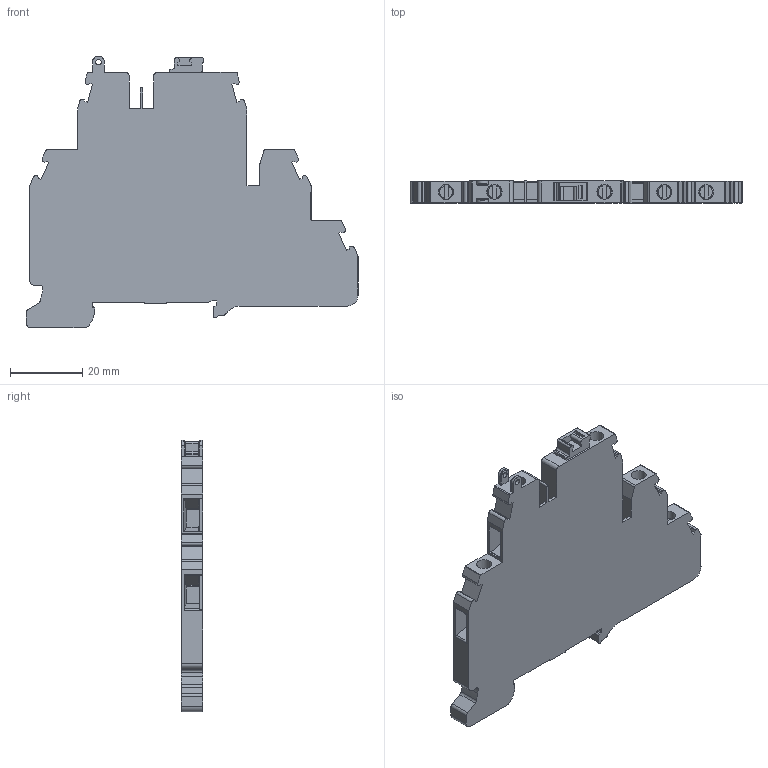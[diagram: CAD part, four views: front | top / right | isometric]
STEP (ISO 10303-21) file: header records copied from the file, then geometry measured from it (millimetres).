
FILE_DESCRIPTION(/* description */ ('Unknown'),/* implementation_level */ '2;1');
FILE_NAME(/* name */ 'TQK4-2T+E_3D_Solid',/* time_stamp */ '2026-01-02T10:12:24+06:00',/* author */ ('Unknown'),/* organization */ ('Unknown'),/* preprocessor_version */ 'ST-DEVELOPER v16.7',/* originating_system */ 'Solid Edge',/* authorisation */ 'Unknown');
FILE_SCHEMA (('AUTOMOTIVE_DESIGN {1 0 10303 214 3 1 1}'));
Length unit declared in the file: millimetre
Products named in the file (1): TQK4-2T+E_3D_Solid
Bounding box: 91.99 x 6 x 75.25 mm (x, y, z)
Volume: 25791.2 mm3; surface area: 13087.7 mm2
Topology: 1 solids, 1 shells, 349 faces, 991 edges, 657 vertices
Faces by surface type: plane 223, cylinder 104, torus 18, bspline 4
Full cylindrical faces by diameter (mm): 1.5 x2, 4 x5, 4.2 x5
Entity records: 15477 total; most frequent: CARTESIAN_POINT 3888, ORIENTED_EDGE 1938, DIRECTION 1868, EDGE_CURVE 969, LINE 676, VECTOR 676, VERTEX_POINT 650, AXIS2_PLACEMENT_3D 596
